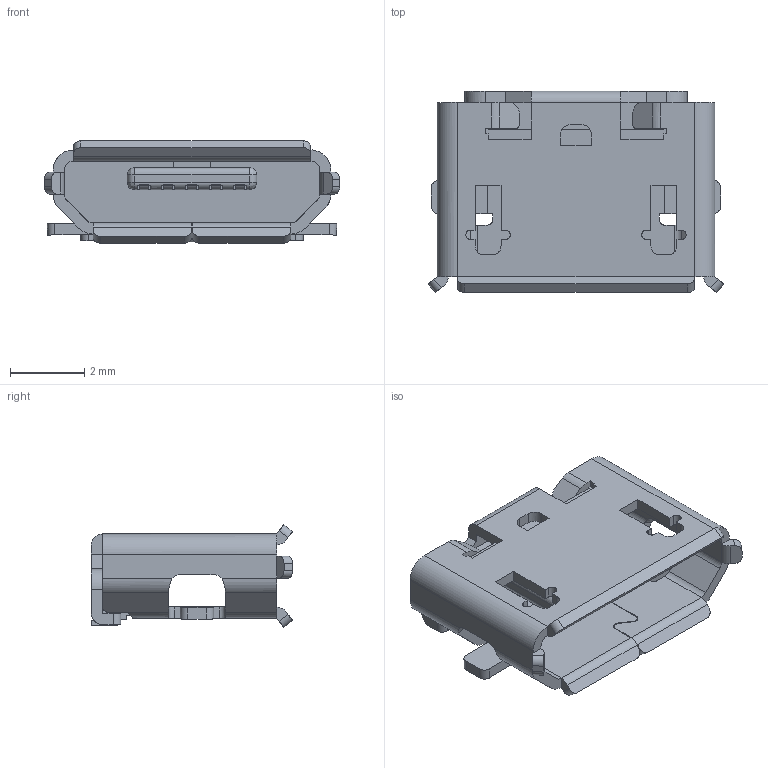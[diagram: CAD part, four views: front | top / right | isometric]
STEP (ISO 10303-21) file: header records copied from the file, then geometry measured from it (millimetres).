
FILE_DESCRIPTION (( 'STEP AP203' ), '1' );
FILE_NAME ('MicroUSB_best.step', '2019-10-07T21:32:46', ( '' ), ( '' ), 'SwSTEP 2.0', 'SolidWorks 2017', '' );
FILE_SCHEMA (( 'CONFIG_CONTROL_DESIGN' ));
Length unit declared in the file: millimetre
Products named in the file (1): MicroUSB_best
Bounding box: 7.98 x 5.43 x 2.76 mm (x, y, z)
Volume: 43.6 mm3; surface area: 294.8 mm2
Topology: 3 solids, 3 shells, 426 faces, 1228 edges, 795 vertices
Faces by surface type: plane 296, cylinder 112, bspline 18
Entity records: 14426 total; most frequent: CARTESIAN_POINT 3679, ORIENTED_EDGE 2448, DIRECTION 1873, EDGE_CURVE 1224, LINE 907, VECTOR 907, VERTEX_POINT 795, AXIS2_PLACEMENT_3D 483
